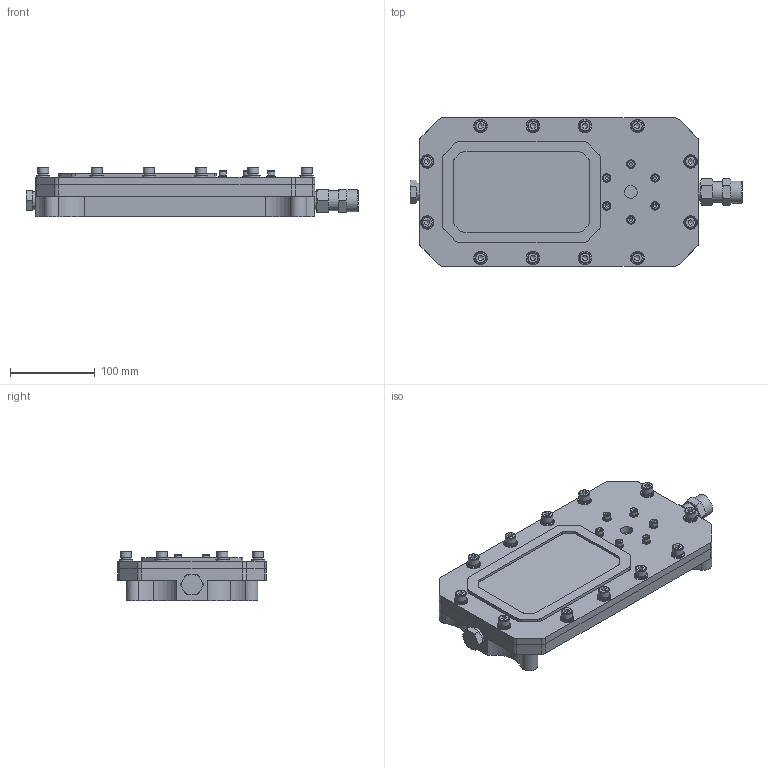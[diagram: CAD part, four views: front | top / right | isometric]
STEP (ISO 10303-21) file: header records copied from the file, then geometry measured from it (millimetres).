
FILE_DESCRIPTION(('STEP AP214'), '1');
FILE_NAME('Ñôåðà ÌÊ - Òàáëî-Çâóê', '2016-07-22T07:16:19', ('User'), (''), 'ASCON STEP Converter 1.3', 'ASCON Math Kernel', '');
FILE_SCHEMA(('AUTOMOTIVE_DESIGN { 1 0 10303 214 3 1 1}'));
Length unit declared in the file: millimetre
Products named in the file (17): 127; 128; 129; 130; 131; 132; 133; 134; 135; 136; 137; 138; 139; 140; 141; 142; 143
Assembly tree (64 placements, depth 3):
  127
    128
    129
    130
      131
      132
      133
      134
      135
      136
    137
    138  x12
    139  x12
    140  x12
    141  x6
    142  x6
    143  x6
Bounding box: 391.97 x 175 x 58.6 mm (x, y, z)
Volume: 1454585.9 mm3; surface area: 369743.5 mm2
Topology: 63 solids, 63 shells, 828 faces, 1882 edges, 1222 vertices
Faces by surface type: plane 412, cylinder 283, cone 97, torus 36
Full cylindrical faces by diameter (mm): 4 x7, 5 x7, 5.5 x6, 6.5 x18, 8 x12, 8.4 x12, 8.5 x6, 9 x16, 10 x6, 12 x4, 13 x12, 14 x2, 14.5 x1, 15 x1, 16 x16, 18 x3, 18.5 x1, 19 x2, 20.9 x1, 20.96 x1, 22 x1, 22.5 x1, 24 x3, 26 x1, 35 x1
Entity records: 16269 total; most frequent: CARTESIAN_POINT 3708, DIRECTION 2349, ORIENTED_EDGE 2084, EDGE_CURVE 1042, AXIS2_PLACEMENT_3D 919, VERTEX_POINT 683, EDGE_LOOP 535, LINE 511
